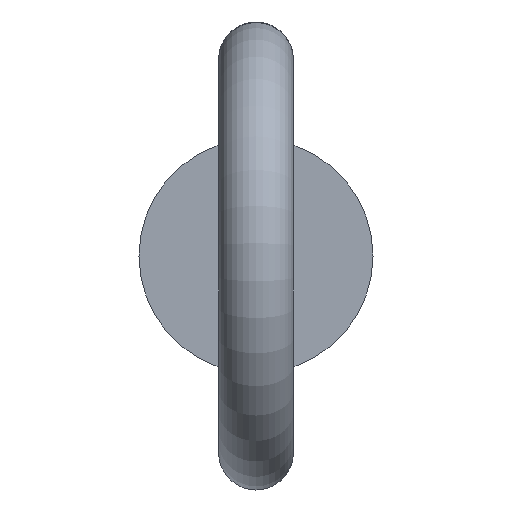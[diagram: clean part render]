
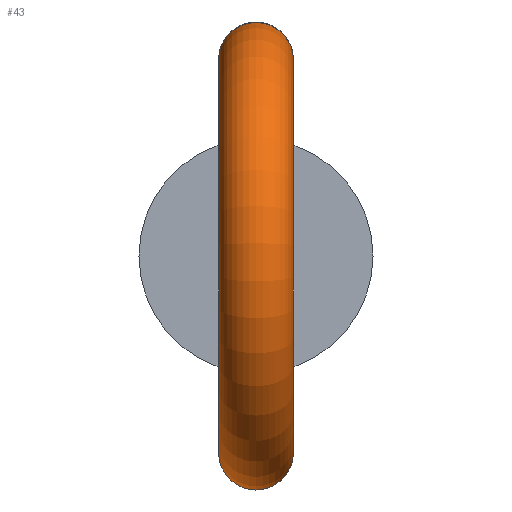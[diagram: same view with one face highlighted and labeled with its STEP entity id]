
A CAD part, left-side view. The second image highlights one B-rep face of the part: STEP entity #43.
In plain terms, the highlighted toroidal (fillet/blend) face has major radius 4.2 mm and minor radius 0.8 mm.
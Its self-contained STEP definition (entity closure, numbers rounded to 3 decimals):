
#43 = ADVANCED_FACE( '', ( #92, #93, #94 ), #95, .T. );
#92 = FACE_BOUND( '', #155, .T. );
#93 = FACE_OUTER_BOUND( '', #156, .T. );
#94 = FACE_OUTER_BOUND( '', #157, .T. );
#95 = TOROIDAL_SURFACE( '', #158, 4.2, 0.8 );
#155 = VERTEX_LOOP( '', #218 );
#156 = EDGE_LOOP( '', ( #219 ) );
#157 = EDGE_LOOP( '', ( #220 ) );
#158 = AXIS2_PLACEMENT_3D( '', #221, #222, #223 );
#218 = VERTEX_POINT( '', #291 );
#219 = ORIENTED_EDGE( '', *, *, #285, .T. );
#220 = ORIENTED_EDGE( '', *, *, #292, .F. );
#221 = CARTESIAN_POINT( '', ( 3.41, 0., -0.899 ) );
#222 = DIRECTION( '', ( 0., 1., 0. ) );
#223 = DIRECTION( '', ( 0., 0., 1. ) );
#285 = EDGE_CURVE( '', #316, #316, #317, .T. );
#291 = CARTESIAN_POINT( '', ( 3.41, 0., 4.101 ) );
#292 = EDGE_CURVE( '', #326, #326, #327, .T. );
#316 = VERTEX_POINT( '', #357 );
#317 = CIRCLE( '', #358, 0.8 );
#326 = VERTEX_POINT( '', #367 );
#327 = CIRCLE( '', #368, 0.8 );
#357 = CARTESIAN_POINT( '', ( 4.432, 0., -4.142 ) );
#358 = AXIS2_PLACEMENT_3D( '', #398, #399, #400 );
#367 = CARTESIAN_POINT( '', ( 4.432, 0., 2.343 ) );
#368 = AXIS2_PLACEMENT_3D( '', #410, #411, #412 );
#398 = CARTESIAN_POINT( '', ( 4.673, 0., -4.905 ) );
#399 = DIRECTION( '', ( -0.954, 0., -0.301 ) );
#400 = DIRECTION( '', ( -0.301, 0., 0.954 ) );
#410 = CARTESIAN_POINT( '', ( 4.673, 0., 3.106 ) );
#411 = DIRECTION( '', ( 0.954, 0., -0.301 ) );
#412 = DIRECTION( '', ( -0.301, 0., -0.954 ) );
